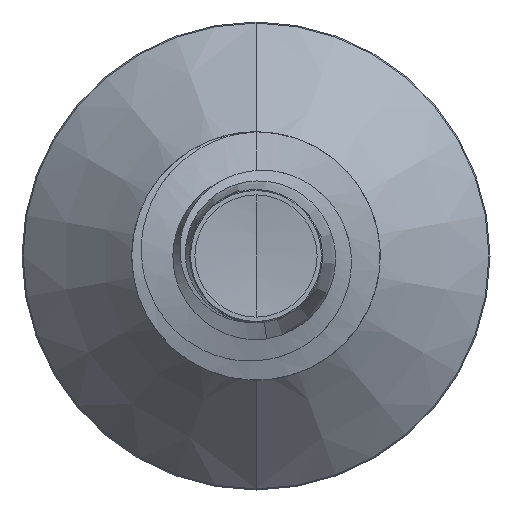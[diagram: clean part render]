
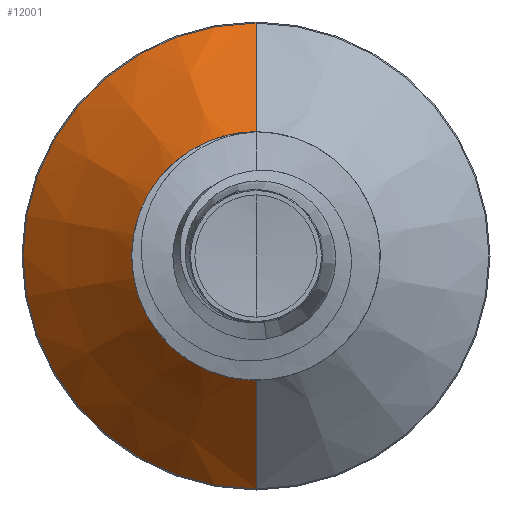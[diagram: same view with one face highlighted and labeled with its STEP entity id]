
A CAD part, front view. The second image highlights one B-rep face of the part: STEP entity #12001.
In plain terms, the highlighted conical face has half-angle 45 degrees and reference radius 2.744 mm.
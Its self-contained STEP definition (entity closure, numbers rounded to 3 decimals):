
#812 = CARTESIAN_POINT ( 'NONE',  ( 0., 8.745, 2.745 ) ) ;
#1107 = DIRECTION ( 'NONE',  ( 0., 0.707, 0.707 ) ) ;
#1158 = DIRECTION ( 'NONE',  ( 0., 0., 1. ) ) ;
#1165 = DIRECTION ( 'NONE',  ( 0., 1., 0. ) ) ;
#1190 = CARTESIAN_POINT ( 'NONE',  ( 0., 8.745, 2.745 ) ) ;
#1202 = CARTESIAN_POINT ( 'NONE',  ( 0., 11.624, 0. ) ) ;
#1461 = CARTESIAN_POINT ( 'NONE',  ( 0., 8.745, -2.745 ) ) ;
#1670 = DIRECTION ( 'NONE',  ( 0., 0.707, -0.707 ) ) ;
#1901 = VECTOR ( 'NONE', #1670, 1000. ) ;
#2458 = LINE ( 'NONE', #1461, #1901 ) ;
#3463 = AXIS2_PLACEMENT_3D ( 'NONE', #7840, #7838, #7830 ) ;
#4335 = AXIS2_PLACEMENT_3D ( 'NONE', #7357, #7446, #7273 ) ;
#5100 = CIRCLE ( 'NONE', #3463, 2.745 ) ;
#5582 = VERTEX_POINT ( 'NONE', #1190 ) ;
#5811 = AXIS2_PLACEMENT_3D ( 'NONE', #1202, #1165, #1158 ) ;
#6160 = FACE_OUTER_BOUND ( 'NONE', #10541, .T. ) ;
#6502 = CARTESIAN_POINT ( 'NONE',  ( 0., 11.624, -5.624 ) ) ;
#7273 = DIRECTION ( 'NONE',  ( 0., 0., 1. ) ) ;
#7357 = CARTESIAN_POINT ( 'NONE',  ( 0., 8.745, 0. ) ) ;
#7446 = DIRECTION ( 'NONE',  ( 0., 1., 0. ) ) ;
#7642 = ORIENTED_EDGE ( 'NONE', *, *, #9887, .F. ) ;
#7667 = CARTESIAN_POINT ( 'NONE',  ( 0., 11.624, 5.624 ) ) ;
#7698 = LINE ( 'NONE', #812, #12265 ) ;
#7830 = DIRECTION ( 'NONE',  ( 0., 0., 1. ) ) ;
#7838 = DIRECTION ( 'NONE',  ( 0., 1., 0. ) ) ;
#7840 = CARTESIAN_POINT ( 'NONE',  ( 0., 8.745, 0. ) ) ;
#8897 = CONICAL_SURFACE ( 'NONE', #4335, 2.745, 0.785 ) ;
#9079 = CIRCLE ( 'NONE', #5811, 5.624 ) ;
#9249 = CARTESIAN_POINT ( 'NONE',  ( 0., 8.745, -2.745 ) ) ;
#9887 = EDGE_CURVE ( 'NONE', #11474, #13422, #9079, .T. ) ;
#10017 = ORIENTED_EDGE ( 'NONE', *, *, #10938, .F. ) ;
#10266 = ORIENTED_EDGE ( 'NONE', *, *, #12594, .T. ) ;
#10541 = EDGE_LOOP ( 'NONE', ( #10017, #10266, #13097, #7642 ) ) ;
#10938 = EDGE_CURVE ( 'NONE', #11616, #11474, #2458, .T. ) ;
#11200 = EDGE_CURVE ( 'NONE', #5582, #13422, #7698, .T. ) ;
#11474 = VERTEX_POINT ( 'NONE', #6502 ) ;
#11616 = VERTEX_POINT ( 'NONE', #9249 ) ;
#12001 = ADVANCED_FACE ( 'NONE', ( #6160 ), #8897, .T. ) ;
#12265 = VECTOR ( 'NONE', #1107, 1000. ) ;
#12594 = EDGE_CURVE ( 'NONE', #11616, #5582, #5100, .T. ) ;
#13097 = ORIENTED_EDGE ( 'NONE', *, *, #11200, .T. ) ;
#13422 = VERTEX_POINT ( 'NONE', #7667 ) ;
